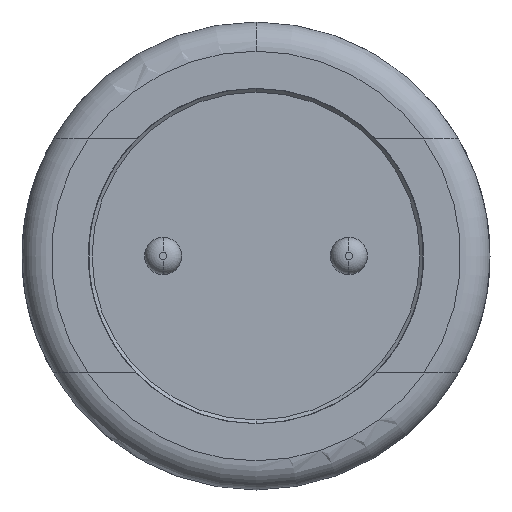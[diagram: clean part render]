
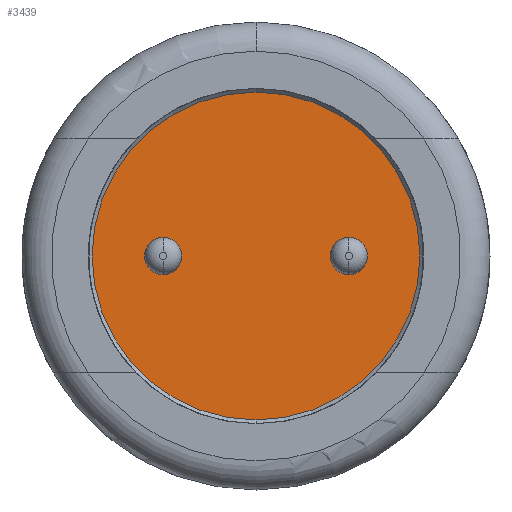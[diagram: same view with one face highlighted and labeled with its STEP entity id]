
A CAD part, front view. The second image highlights one B-rep face of the part: STEP entity #3439.
In plain terms, the highlighted planar face has unit normal (0, -1, 0).
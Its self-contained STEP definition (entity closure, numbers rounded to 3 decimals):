
#4 = DIRECTION ( 'NONE',  ( 0., -1., 0. ) ) ;
#397 = CARTESIAN_POINT ( 'NONE',  ( 1.25, 0.1, 0. ) ) ;
#505 = AXIS2_PLACEMENT_3D ( 'NONE', #551, #613, #3761 ) ;
#551 = CARTESIAN_POINT ( 'NONE',  ( -1.25, 0.1, 0. ) ) ;
#613 = DIRECTION ( 'NONE',  ( 0., -1., 0. ) ) ;
#902 = EDGE_LOOP ( 'NONE', ( #2391, #1108 ) ) ;
#917 = EDGE_CURVE ( 'NONE', #5145, #4178, #4622, .T. ) ;
#1020 = ORIENTED_EDGE ( 'NONE', *, *, #6181, .F. ) ;
#1037 = DIRECTION ( 'NONE',  ( 0., -1., 0. ) ) ;
#1108 = ORIENTED_EDGE ( 'NONE', *, *, #917, .T. ) ;
#1171 = AXIS2_PLACEMENT_3D ( 'NONE', #6717, #4, #2193 ) ;
#1332 = DIRECTION ( 'NONE',  ( 0., 0., -1. ) ) ;
#1374 = EDGE_LOOP ( 'NONE', ( #4675, #1020 ) ) ;
#1574 = EDGE_LOOP ( 'NONE', ( #5880, #3320 ) ) ;
#1654 = AXIS2_PLACEMENT_3D ( 'NONE', #1854, #1773, #1332 ) ;
#1773 = DIRECTION ( 'NONE',  ( 0., -1., 0. ) ) ;
#1854 = CARTESIAN_POINT ( 'NONE',  ( 0., 0.1, 0. ) ) ;
#1911 = EDGE_CURVE ( 'NONE', #5084, #4740, #4321, .T. ) ;
#2033 = CARTESIAN_POINT ( 'NONE',  ( -1.25, 0.1, 0. ) ) ;
#2193 = DIRECTION ( 'NONE',  ( 0., 0., -1. ) ) ;
#2288 = DIRECTION ( 'NONE',  ( 0., 0., -1. ) ) ;
#2391 = ORIENTED_EDGE ( 'NONE', *, *, #2809, .T. ) ;
#2530 = DIRECTION ( 'NONE',  ( 0., 0., -1. ) ) ;
#2567 = DIRECTION ( 'NONE',  ( 0., -1., 0. ) ) ;
#2676 = FACE_OUTER_BOUND ( 'NONE', #902, .T. ) ;
#2809 = EDGE_CURVE ( 'NONE', #4178, #5145, #2956, .T. ) ;
#2876 = VERTEX_POINT ( 'NONE', #5434 ) ;
#2956 = CIRCLE ( 'NONE', #6753, 2.206 ) ;
#3087 = CIRCLE ( 'NONE', #3295, 0.25 ) ;
#3130 = DIRECTION ( 'NONE',  ( 0., 0., -1. ) ) ;
#3163 = DIRECTION ( 'NONE',  ( 0., 0., 1. ) ) ;
#3271 = CIRCLE ( 'NONE', #1171, 0.25 ) ;
#3295 = AXIS2_PLACEMENT_3D ( 'NONE', #397, #2567, #2530 ) ;
#3320 = ORIENTED_EDGE ( 'NONE', *, *, #3966, .F. ) ;
#3439 = ADVANCED_FACE ( 'NONE', ( #5744, #5265, #2676 ), #5716, .T. ) ;
#3604 = CARTESIAN_POINT ( 'NONE',  ( -1.25, 0.1, -0.25 ) ) ;
#3637 = DIRECTION ( 'NONE',  ( 0., -1., 0. ) ) ;
#3761 = DIRECTION ( 'NONE',  ( 0., 0., 1. ) ) ;
#3966 = EDGE_CURVE ( 'NONE', #2876, #5466, #3271, .T. ) ;
#4057 = CARTESIAN_POINT ( 'NONE',  ( 1.25, 0.1, 0.25 ) ) ;
#4178 = VERTEX_POINT ( 'NONE', #5613 ) ;
#4321 = CIRCLE ( 'NONE', #5227, 0.25 ) ;
#4341 = CARTESIAN_POINT ( 'NONE',  ( 0., 0.1, 0. ) ) ;
#4444 = DIRECTION ( 'NONE',  ( 0., -1., 0. ) ) ;
#4622 = CIRCLE ( 'NONE', #1654, 2.206 ) ;
#4655 = CARTESIAN_POINT ( 'NONE',  ( 0., 0.1, 0. ) ) ;
#4675 = ORIENTED_EDGE ( 'NONE', *, *, #1911, .F. ) ;
#4740 = VERTEX_POINT ( 'NONE', #3604 ) ;
#4963 = CARTESIAN_POINT ( 'NONE',  ( -1.25, 0.1, 0.25 ) ) ;
#5084 = VERTEX_POINT ( 'NONE', #4963 ) ;
#5145 = VERTEX_POINT ( 'NONE', #5511 ) ;
#5227 = AXIS2_PLACEMENT_3D ( 'NONE', #2033, #3637, #3163 ) ;
#5265 = FACE_BOUND ( 'NONE', #1574, .T. ) ;
#5434 = CARTESIAN_POINT ( 'NONE',  ( 1.25, 0.1, -0.25 ) ) ;
#5466 = VERTEX_POINT ( 'NONE', #4057 ) ;
#5471 = EDGE_CURVE ( 'NONE', #5466, #2876, #3087, .T. ) ;
#5511 = CARTESIAN_POINT ( 'NONE',  ( 0., 0.1, 2.206 ) ) ;
#5613 = CARTESIAN_POINT ( 'NONE',  ( 0., 0.1, -2.206 ) ) ;
#5673 = CIRCLE ( 'NONE', #505, 0.25 ) ;
#5678 = AXIS2_PLACEMENT_3D ( 'NONE', #4655, #1037, #3130 ) ;
#5716 = PLANE ( 'NONE',  #5678 ) ;
#5744 = FACE_BOUND ( 'NONE', #1374, .T. ) ;
#5880 = ORIENTED_EDGE ( 'NONE', *, *, #5471, .F. ) ;
#6181 = EDGE_CURVE ( 'NONE', #4740, #5084, #5673, .T. ) ;
#6717 = CARTESIAN_POINT ( 'NONE',  ( 1.25, 0.1, 0. ) ) ;
#6753 = AXIS2_PLACEMENT_3D ( 'NONE', #4341, #4444, #2288 ) ;
